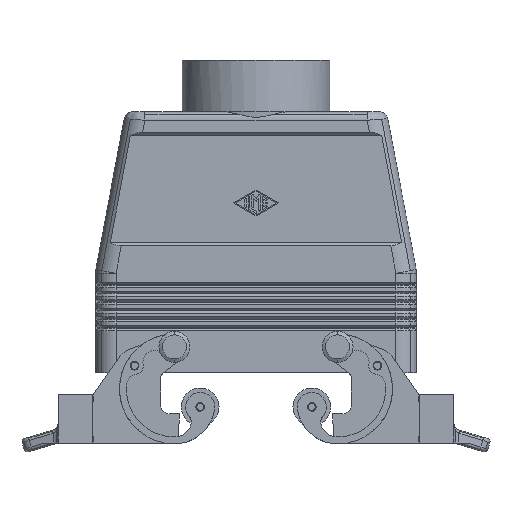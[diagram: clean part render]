
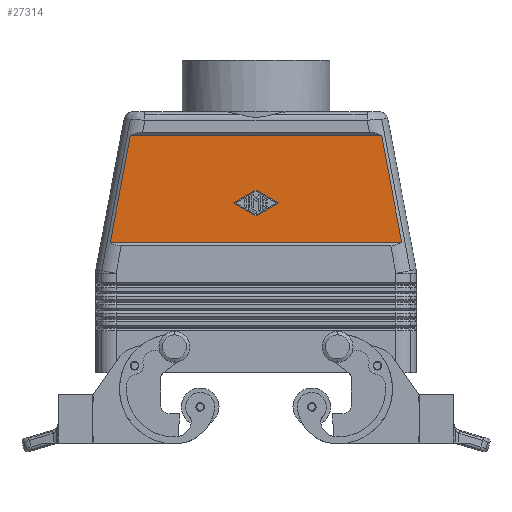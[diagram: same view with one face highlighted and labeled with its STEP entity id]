
A CAD part, front view. The second image highlights one B-rep face of the part: STEP entity #27314.
In plain terms, the highlighted planar face has unit normal (0, -1, 0).
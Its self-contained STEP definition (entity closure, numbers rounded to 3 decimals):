
#1805=CARTESIAN_POINT('',(36.587,-20.5,69.0));
#1806=VERTEX_POINT('',#1805);
#1814=CARTESIAN_POINT('',(42.42,-20.5,38.0));
#1815=VERTEX_POINT('',#1814);
#1816=CARTESIAN_POINT('',(36.587,-20.5,69.0));
#1817=DIRECTION('',(0.185,0.0,-0.983));
#1818=VECTOR('',#1817,31.544);
#1819=LINE('',#1816,#1818);
#1820=EDGE_CURVE('',#1806,#1815,#1819,.T.);
#2041=CARTESIAN_POINT('',(-42.42,-20.5,38.0));
#2042=VERTEX_POINT('',#2041);
#2050=CARTESIAN_POINT('',(-36.587,-20.5,69.0));
#2051=VERTEX_POINT('',#2050);
#2052=CARTESIAN_POINT('',(-42.42,-20.5,38.0));
#2053=DIRECTION('',(0.185,0.0,0.983));
#2054=VECTOR('',#2053,31.544);
#2055=LINE('',#2052,#2054);
#2056=EDGE_CURVE('',#2042,#2051,#2055,.T.);
#26459=CARTESIAN_POINT('',(0.,-20.5,53.149));
#26460=VERTEX_POINT('',#26459);
#26461=CARTESIAN_POINT('',(6.5,-20.5,49.4));
#26462=VERTEX_POINT('',#26461);
#26463=CARTESIAN_POINT('',(0.,-20.5,53.149));
#26464=DIRECTION('',(0.866,0.0,-0.5));
#26465=VECTOR('',#26464,7.504);
#26466=LINE('',#26463,#26465);
#26467=EDGE_CURVE('',#26460,#26462,#26466,.T.);
#26499=CARTESIAN_POINT('',(0.,-20.5,45.651));
#26500=VERTEX_POINT('',#26499);
#26501=CARTESIAN_POINT('',(6.5,-20.5,49.4));
#26502=DIRECTION('',(-0.866,0.0,-0.5));
#26503=VECTOR('',#26502,7.504);
#26504=LINE('',#26501,#26503);
#26505=EDGE_CURVE('',#26462,#26500,#26504,.T.);
#26583=CARTESIAN_POINT('',(-6.5,-20.5,49.4));
#26584=VERTEX_POINT('',#26583);
#26585=CARTESIAN_POINT('',(0.,-20.5,45.651));
#26586=DIRECTION('',(-0.866,0.0,0.5));
#26587=VECTOR('',#26586,7.504);
#26588=LINE('',#26585,#26587);
#26589=EDGE_CURVE('',#26500,#26584,#26588,.T.);
#26614=CARTESIAN_POINT('',(-6.5,-20.5,49.4));
#26615=DIRECTION('',(0.866,0.0,0.5));
#26616=VECTOR('',#26615,7.504);
#26617=LINE('',#26614,#26616);
#26618=EDGE_CURVE('',#26584,#26460,#26617,.T.);
#27287=CARTESIAN_POINT('',(0.0,-20.5,69.0));
#27288=DIRECTION('',(0.0,1.0,0.0));
#27289=DIRECTION('',(0.0,0.0,1.0));
#27290=AXIS2_PLACEMENT_3D('',#27287,#27288,#27289);
#27291=PLANE('',#27290);
#27292=ORIENTED_EDGE('',*,*,#1820,.F.);
#27293=CARTESIAN_POINT('',(-36.587,-20.5,69.0));
#27294=DIRECTION('',(1.0,0.0,0.0));
#27295=VECTOR('',#27294,73.173);
#27296=LINE('',#27293,#27295);
#27297=EDGE_CURVE('',#2051,#1806,#27296,.T.);
#27298=ORIENTED_EDGE('',*,*,#27297,.F.);
#27299=ORIENTED_EDGE('',*,*,#2056,.F.);
#27300=CARTESIAN_POINT('',(-42.42,-20.5,38.0));
#27301=DIRECTION('',(1.0,0.0,0.0));
#27302=VECTOR('',#27301,84.84);
#27303=LINE('',#27300,#27302);
#27304=EDGE_CURVE('',#2042,#1815,#27303,.T.);
#27305=ORIENTED_EDGE('',*,*,#27304,.T.);
#27306=EDGE_LOOP('',(#27292,#27298,#27299,#27305));
#27307=FACE_OUTER_BOUND('',#27306,.T.);
#27308=ORIENTED_EDGE('',*,*,#26589,.T.);
#27309=ORIENTED_EDGE('',*,*,#26618,.T.);
#27310=ORIENTED_EDGE('',*,*,#26467,.T.);
#27311=ORIENTED_EDGE('',*,*,#26505,.T.);
#27312=EDGE_LOOP('',(#27308,#27309,#27310,#27311));
#27313=FACE_BOUND('',#27312,.T.);
#27314=ADVANCED_FACE('',(#27307,#27313),#27291,.F.);
